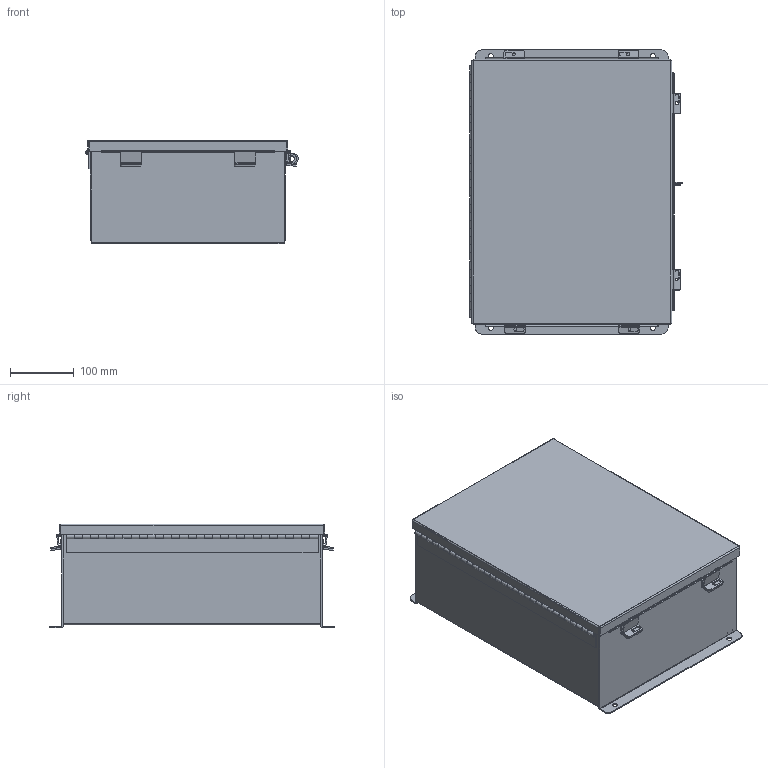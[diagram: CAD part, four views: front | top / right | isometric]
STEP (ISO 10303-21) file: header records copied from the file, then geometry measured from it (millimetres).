
FILE_DESCRIPTION (( 'STEP AP203' ), '1' );
FILE_NAME ('N161206CHNFSS6WP.STEP', '2014-03-05T14:21:55', ( 'changeme' ), ( 'Microsoft' ), 'SwSTEP 2.0', 'SolidWorks 2013', '' );
FILE_SCHEMA (( 'CONFIG_CONTROL_DESIGN' ));
Length unit declared in the file: inch
Products named in the file (15): N161206CHNFSS6WP JIC Cover Clamp; N161206CHNFSS6WP JIC Enclosure Template; N161206CHNFSS6WP JIC Top; N161206CHNFSS6WP Hinge Body Side; N161206CHNFSS6WP JIC Bottom; N161206CHNFSS6WP Hinge Cover Side JIC; N161206CHNFSS6WP HW-CD-S-25020-034; N161206CHNFSS6WP _JIC Hinge; HW-CLH-JH-20154; N161206CHNFSS6WP JIC_Cover_Template; HW-CLH-JH-20104; N161206CHNFSS6WP JIC_Standoff; N161206CHNFSS6WP; N161206CHNFSS6WP JIC Backpanel; N161206CHNFSS6WP JIC Clamp Bracket
Assembly tree (28 placements, depth 3):
  N161206CHNFSS6WP
    N161206CHNFSS6WP JIC Enclosure Template
    N161206CHNFSS6WP _JIC Hinge
      N161206CHNFSS6WP Hinge Body Side
      N161206CHNFSS6WP Hinge Cover Side JIC
    N161206CHNFSS6WP JIC_Cover_Template
    N161206CHNFSS6WP JIC_Standoff  x4
    N161206CHNFSS6WP JIC Backpanel
    N161206CHNFSS6WP JIC Clamp Bracket  x6
    N161206CHNFSS6WP JIC Cover Clamp  x6
    N161206CHNFSS6WP JIC Top
    N161206CHNFSS6WP JIC Bottom
    N161206CHNFSS6WP HW-CD-S-25020-034  x2
    HW-CLH-JH-20154
    HW-CLH-JH-20104
Bounding box: 332.02 x 443.88 x 162.3 mm (x, y, z)
Volume: 1236434 mm3; surface area: 1325433.9 mm2
Topology: 27 solids, 27 shells, 866 faces, 2059 edges, 1253 vertices
Faces by surface type: plane 539, cylinder 307, bspline 8, torus 8, cone 4
Entity records: 20083 total; most frequent: CARTESIAN_POINT 3462, DIRECTION 3168, ORIENTED_EDGE 2978, EDGE_CURVE 1489, AXIS2_PLACEMENT_3D 1069, VECTOR 1030, LINE 1030, VERTEX_POINT 915
